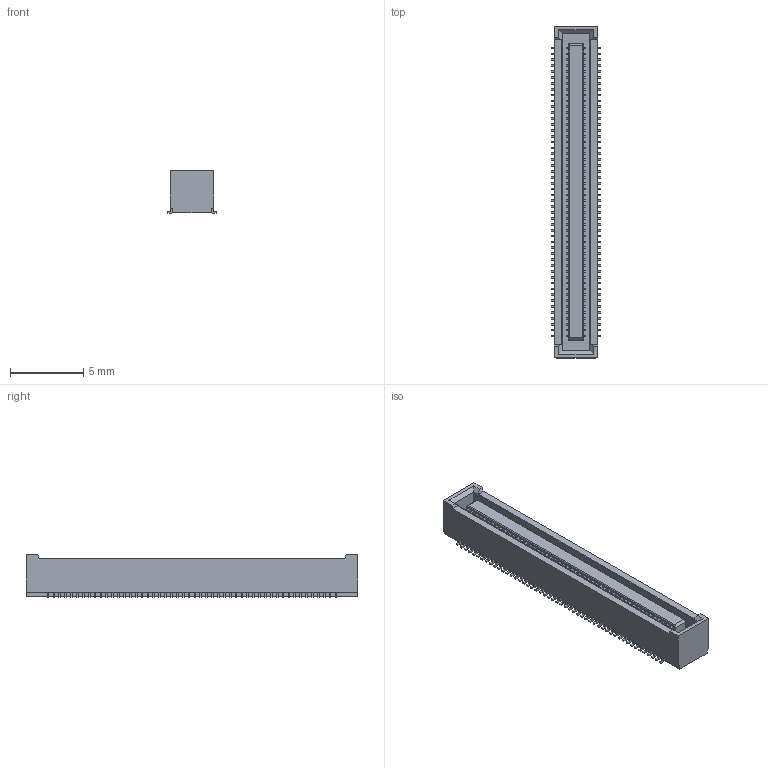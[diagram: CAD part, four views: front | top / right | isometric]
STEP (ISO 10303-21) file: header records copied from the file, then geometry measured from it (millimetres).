
FILE_DESCRIPTION(/* description */ (''),/* implementation_level */ '2;1');
FILE_NAME(/* name */ 'DF40HC(3.0)-100DS-0.4V.step',/* time_stamp */ '2020-12-27T10:42:09-05:00',/* author */ (''),/* organization */ (''),/* preprocessor_version */ 'ST-DEVELOPER v18.1',/* originating_system */ 'Autodesk Translation Framework v9.7.1.1290',/* authorisation */ '');
FILE_SCHEMA (('AUTOMOTIVE_DESIGN { 1 0 10303 214 3 1 1 }'));
Products named in the file (1): DF40HC(3.0)-100DS-0.4V
Bounding box: 3.38 x 22.6 x 2.9 mm (x, y, z)
Volume: 148.5 mm3; surface area: 405.4 mm2
Topology: 1 solids, 1 shells, 2047 faces, 5516 edges, 3672 vertices
Faces by surface type: plane 1547, cylinder 500
Entity records: 65789 total; most frequent: CARTESIAN_POINT 11236, ORIENTED_EDGE 11032, DIRECTION 10612, EDGE_CURVE 5516, LINE 4516, VECTOR 4516, VERTEX_POINT 3672, AXIS2_PLACEMENT_3D 3048
